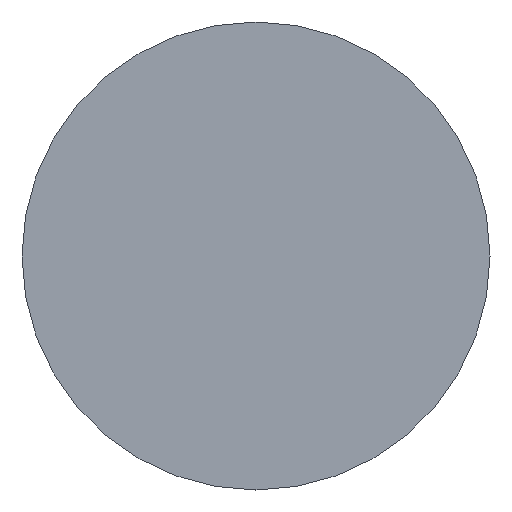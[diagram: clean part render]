
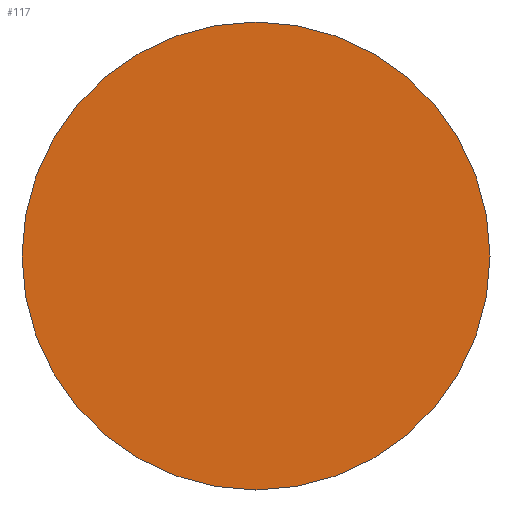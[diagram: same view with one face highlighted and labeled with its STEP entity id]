
A CAD part, left-side view. The second image highlights one B-rep face of the part: STEP entity #117.
In plain terms, the highlighted planar face has unit normal (-1, 0, 0).
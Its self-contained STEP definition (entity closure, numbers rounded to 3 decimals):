
#12 = AXIS2_PLACEMENT_3D ( 'NONE', #92, #89, #153 ) ;
#18 = ORIENTED_EDGE ( 'NONE', *, *, #70, .T. ) ;
#21 = AXIS2_PLACEMENT_3D ( 'NONE', #154, #73, #38 ) ;
#23 = ORIENTED_EDGE ( 'NONE', *, *, #62, .T. ) ;
#38 = DIRECTION ( 'NONE',  ( 0., -1., 0. ) ) ;
#45 = PLANE ( 'NONE',  #139 ) ;
#49 = VERTEX_POINT ( 'NONE', #137 ) ;
#61 = EDGE_LOOP ( 'NONE', ( #23, #18 ) ) ;
#62 = EDGE_CURVE ( 'NONE', #49, #63, #94, .T. ) ;
#63 = VERTEX_POINT ( 'NONE', #105 ) ;
#70 = EDGE_CURVE ( 'NONE', #63, #49, #74, .T. ) ;
#73 = DIRECTION ( 'NONE',  ( -1., 0., 0. ) ) ;
#74 = CIRCLE ( 'NONE', #21, 5. ) ;
#89 = DIRECTION ( 'NONE',  ( -1., 0., 0. ) ) ;
#92 = CARTESIAN_POINT ( 'NONE',  ( 22.424, 13.031, 0. ) ) ;
#94 = CIRCLE ( 'NONE', #12, 5. ) ;
#96 = CARTESIAN_POINT ( 'NONE',  ( 22.424, 13.031, 0. ) ) ;
#98 = DIRECTION ( 'NONE',  ( 0., 1., 0. ) ) ;
#105 = CARTESIAN_POINT ( 'NONE',  ( 22.424, 18.031, 0. ) ) ;
#117 = ADVANCED_FACE ( 'NONE', ( #157 ), #45, .F. ) ;
#129 = DIRECTION ( 'NONE',  ( 1., 0., 0. ) ) ;
#137 = CARTESIAN_POINT ( 'NONE',  ( 22.424, 8.031, 0. ) ) ;
#139 = AXIS2_PLACEMENT_3D ( 'NONE', #96, #129, #98 ) ;
#153 = DIRECTION ( 'NONE',  ( 0., -1., 0. ) ) ;
#154 = CARTESIAN_POINT ( 'NONE',  ( 22.424, 13.031, 0. ) ) ;
#157 = FACE_OUTER_BOUND ( 'NONE', #61, .T. ) ;
